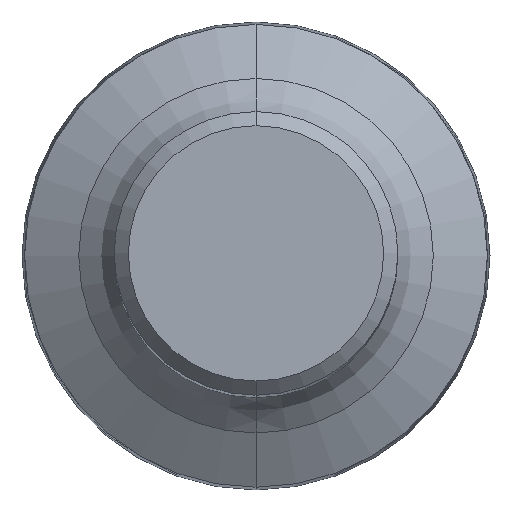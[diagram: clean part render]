
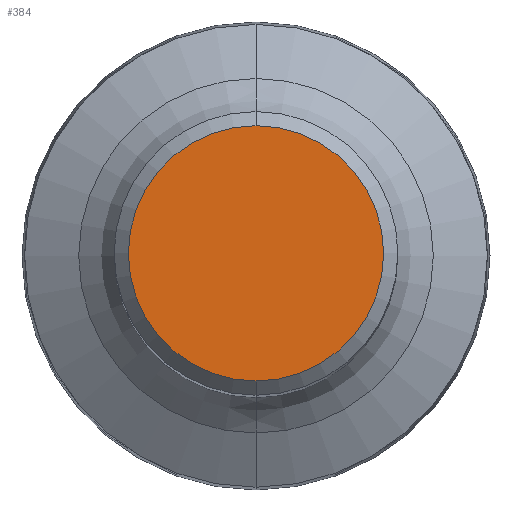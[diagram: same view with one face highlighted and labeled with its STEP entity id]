
A CAD part, top view. The second image highlights one B-rep face of the part: STEP entity #384.
In plain terms, the highlighted planar face has unit normal (0, 0, 1).
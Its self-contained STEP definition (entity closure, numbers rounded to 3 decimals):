
#42=CARTESIAN_POINT('',(0.,0.,44.26));
#43=DIRECTION('',(0.,0.,1.));
#44=DIRECTION('',(0.,1.,0.));
#45=AXIS2_PLACEMENT_3D('',#42,#43,#44);
#51=CARTESIAN_POINT('',(0.,0.,44.26));
#52=DIRECTION('',(0.,0.,-1.));
#53=DIRECTION('',(0.,1.,0.));
#54=AXIS2_PLACEMENT_3D('',#51,#52,#53);
#345=CARTESIAN_POINT('',(0.,4.5,44.26));
#346=VERTEX_POINT('',#345);
#359=CARTESIAN_POINT('',(0.,-4.5,44.26));
#360=VERTEX_POINT('',#359);
#373=CARTESIAN_POINT('',(0.,0.,44.26));
#374=DIRECTION('',(0.,0.,-1.));
#375=DIRECTION('',(0.,-1.,0.));
#376=AXIS2_PLACEMENT_3D('',#373,#374,#375);
#377=PLANE('',#376);
#379=ORIENTED_EDGE('',*,*,#378,.F.);
#381=ORIENTED_EDGE('',*,*,#380,.T.);
#382=EDGE_LOOP('',(#379,#381));
#383=FACE_OUTER_BOUND('',#382,.F.);
#46=CIRCLE('',#45,4.5);
#55=CIRCLE('',#54,4.5);
#378=EDGE_CURVE('',#346,#360,#46,.T.);
#380=EDGE_CURVE('',#346,#360,#55,.T.);
#384=ADVANCED_FACE('',(#383),#377,.F.);
